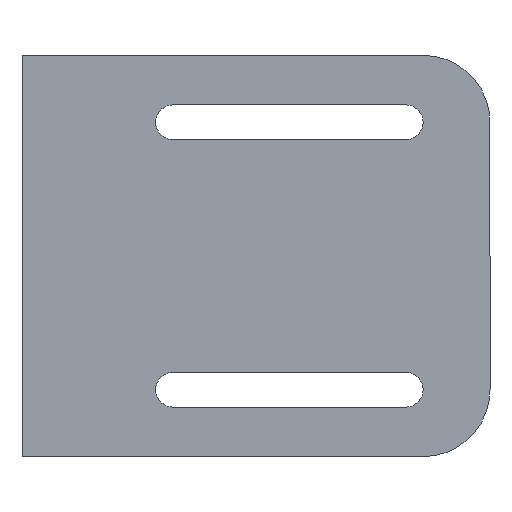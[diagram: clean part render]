
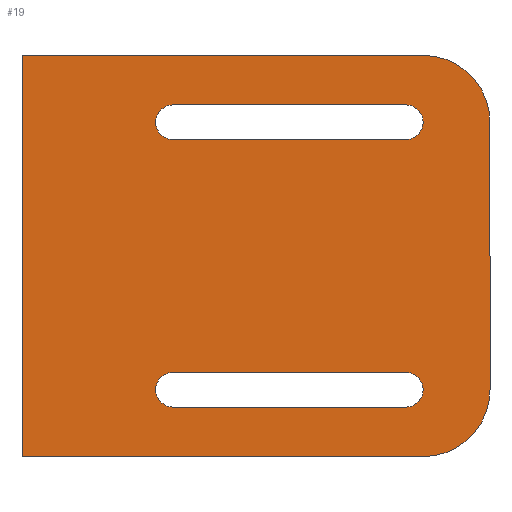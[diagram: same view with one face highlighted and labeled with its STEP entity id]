
A CAD part, front view. The second image highlights one B-rep face of the part: STEP entity #19.
In plain terms, the highlighted planar face has unit normal (0, -1, 0).
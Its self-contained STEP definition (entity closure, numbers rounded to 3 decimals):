
#19 = ADVANCED_FACE ( 'NONE', ( #833, #873, #846 ), #341, .T. ) ;
#28 = CARTESIAN_POINT ( 'NONE',  ( 16., -25.5, 30. ) ) ;
#50 = DIRECTION ( 'NONE',  ( 0., 0., 1. ) ) ;
#57 = CIRCLE ( 'NONE', #557, 10. ) ;
#61 = DIRECTION ( 'NONE',  ( -1., 0., 0. ) ) ;
#67 = CARTESIAN_POINT ( 'NONE',  ( -21.4, -25.5, 22.6 ) ) ;
#70 = VECTOR ( 'NONE', #241, 1000. ) ;
#83 = LINE ( 'NONE', #635, #263 ) ;
#88 = ORIENTED_EDGE ( 'NONE', *, *, #222, .F. ) ;
#92 = ORIENTED_EDGE ( 'NONE', *, *, #737, .T. ) ;
#99 = DIRECTION ( 'NONE',  ( 0., -1., 0. ) ) ;
#112 = CARTESIAN_POINT ( 'NONE',  ( -44., -25.5, 30. ) ) ;
#127 = VECTOR ( 'NONE', #61, 1000. ) ;
#138 = DIRECTION ( 'NONE',  ( -1., 0., 0. ) ) ;
#144 = CARTESIAN_POINT ( 'NONE',  ( -44., -25.5, -30. ) ) ;
#145 = LINE ( 'NONE', #818, #654 ) ;
#151 = VERTEX_POINT ( 'NONE', #324 ) ;
#155 = LINE ( 'NONE', #731, #254 ) ;
#173 = VERTEX_POINT ( 'NONE', #694 ) ;
#178 = CARTESIAN_POINT ( 'NONE',  ( 16., -25.5, 20. ) ) ;
#201 = EDGE_CURVE ( 'NONE', #919, #736, #1080, .T. ) ;
#209 = DIRECTION ( 'NONE',  ( 1., 0., 0. ) ) ;
#222 = EDGE_CURVE ( 'NONE', #697, #786, #996, .T. ) ;
#235 = CARTESIAN_POINT ( 'NONE',  ( 16., -25.5, -20. ) ) ;
#241 = DIRECTION ( 'NONE',  ( 1., 0., 0. ) ) ;
#244 = EDGE_CURVE ( 'NONE', #786, #919, #914, .T. ) ;
#245 = ORIENTED_EDGE ( 'NONE', *, *, #647, .T. ) ;
#254 = VECTOR ( 'NONE', #659, 1000. ) ;
#263 = VECTOR ( 'NONE', #209, 1000. ) ;
#269 = EDGE_CURVE ( 'NONE', #591, #173, #927, .T. ) ;
#291 = VERTEX_POINT ( 'NONE', #28 ) ;
#323 = DIRECTION ( 'NONE',  ( 0., -1., 0. ) ) ;
#324 = CARTESIAN_POINT ( 'NONE',  ( 13.4, -25.5, -22.6 ) ) ;
#336 = CARTESIAN_POINT ( 'NONE',  ( -21.4, -25.5, 17.4 ) ) ;
#341 = PLANE ( 'NONE',  #451 ) ;
#344 = EDGE_LOOP ( 'NONE', ( #474, #1072, #245, #92, #347, #1052 ) ) ;
#345 = EDGE_CURVE ( 'NONE', #571, #1036, #665, .T. ) ;
#347 = ORIENTED_EDGE ( 'NONE', *, *, #408, .T. ) ;
#353 = VECTOR ( 'NONE', #705, 1000. ) ;
#408 = EDGE_CURVE ( 'NONE', #291, #670, #881, .T. ) ;
#409 = DIRECTION ( 'NONE',  ( -1., 0., 0. ) ) ;
#410 = AXIS2_PLACEMENT_3D ( 'NONE', #848, #99, #952 ) ;
#415 = EDGE_LOOP ( 'NONE', ( #1040, #745, #88, #560 ) ) ;
#422 = CIRCLE ( 'NONE', #773, 10. ) ;
#424 = CARTESIAN_POINT ( 'NONE',  ( 13.4, -25.5, 22.6 ) ) ;
#429 = ORIENTED_EDGE ( 'NONE', *, *, #576, .F. ) ;
#447 = EDGE_CURVE ( 'NONE', #1036, #1041, #422, .T. ) ;
#451 = AXIS2_PLACEMENT_3D ( 'NONE', #596, #926, #754 ) ;
#459 = LINE ( 'NONE', #568, #127 ) ;
#460 = CARTESIAN_POINT ( 'NONE',  ( 26., -25.5, -20. ) ) ;
#474 = ORIENTED_EDGE ( 'NONE', *, *, #345, .T. ) ;
#477 = DIRECTION ( 'NONE',  ( 0., -1., 0. ) ) ;
#480 = AXIS2_PLACEMENT_3D ( 'NONE', #994, #728, #50 ) ;
#482 = CARTESIAN_POINT ( 'NONE',  ( -44., -25.5, -30. ) ) ;
#493 = CARTESIAN_POINT ( 'NONE',  ( -21.4, -25.5, -17.4 ) ) ;
#503 = EDGE_LOOP ( 'NONE', ( #934, #915, #1024, #429 ) ) ;
#509 = DIRECTION ( 'NONE',  ( 0., -1., 0. ) ) ;
#557 = AXIS2_PLACEMENT_3D ( 'NONE', #178, #509, #752 ) ;
#560 = ORIENTED_EDGE ( 'NONE', *, *, #1030, .F. ) ;
#568 = CARTESIAN_POINT ( 'NONE',  ( -21.4, -25.5, -17.4 ) ) ;
#571 = VERTEX_POINT ( 'NONE', #482 ) ;
#574 = LINE ( 'NONE', #112, #353 ) ;
#576 = EDGE_CURVE ( 'NONE', #173, #151, #155, .T. ) ;
#591 = VERTEX_POINT ( 'NONE', #493 ) ;
#596 = CARTESIAN_POINT ( 'NONE',  ( 0., -25.5, 0. ) ) ;
#615 = EDGE_CURVE ( 'NONE', #711, #591, #459, .T. ) ;
#635 = CARTESIAN_POINT ( 'NONE',  ( -21.4, -25.5, 17.4 ) ) ;
#643 = CARTESIAN_POINT ( 'NONE',  ( -21.4, -25.5, 20. ) ) ;
#647 = EDGE_CURVE ( 'NONE', #1041, #725, #145, .T. ) ;
#654 = VECTOR ( 'NONE', #815, 1000. ) ;
#656 = CARTESIAN_POINT ( 'NONE',  ( 13.4, -25.5, 20. ) ) ;
#659 = DIRECTION ( 'NONE',  ( 1., 0., 0. ) ) ;
#665 = LINE ( 'NONE', #144, #70 ) ;
#670 = VERTEX_POINT ( 'NONE', #1090 ) ;
#673 = CARTESIAN_POINT ( 'NONE',  ( 13.4, -25.5, -17.4 ) ) ;
#687 = CARTESIAN_POINT ( 'NONE',  ( -21.4, -25.5, 22.6 ) ) ;
#694 = CARTESIAN_POINT ( 'NONE',  ( -21.4, -25.5, -22.6 ) ) ;
#697 = VERTEX_POINT ( 'NONE', #826 ) ;
#705 = DIRECTION ( 'NONE',  ( 0., 0., -1. ) ) ;
#711 = VERTEX_POINT ( 'NONE', #673 ) ;
#715 = CARTESIAN_POINT ( 'NONE',  ( -44., -25.5, 30. ) ) ;
#725 = VERTEX_POINT ( 'NONE', #917 ) ;
#728 = DIRECTION ( 'NONE',  ( 0., -1., 0. ) ) ;
#731 = CARTESIAN_POINT ( 'NONE',  ( -21.4, -25.5, -22.6 ) ) ;
#736 = VERTEX_POINT ( 'NONE', #336 ) ;
#737 = EDGE_CURVE ( 'NONE', #725, #291, #57, .T. ) ;
#745 = ORIENTED_EDGE ( 'NONE', *, *, #244, .F. ) ;
#752 = DIRECTION ( 'NONE',  ( 0., 0., -1. ) ) ;
#754 = DIRECTION ( 'NONE',  ( 0., 0., -1. ) ) ;
#773 = AXIS2_PLACEMENT_3D ( 'NONE', #235, #794, #889 ) ;
#786 = VERTEX_POINT ( 'NONE', #424 ) ;
#794 = DIRECTION ( 'NONE',  ( 0., -1., 0. ) ) ;
#799 = DIRECTION ( 'NONE',  ( 0., 0., -1. ) ) ;
#815 = DIRECTION ( 'NONE',  ( 0., 0., 1. ) ) ;
#818 = CARTESIAN_POINT ( 'NONE',  ( 26., -25.5, 30. ) ) ;
#826 = CARTESIAN_POINT ( 'NONE',  ( 13.4, -25.5, 17.4 ) ) ;
#833 = FACE_BOUND ( 'NONE', #415, .T. ) ;
#846 = FACE_OUTER_BOUND ( 'NONE', #344, .T. ) ;
#848 = CARTESIAN_POINT ( 'NONE',  ( -21.4, -25.5, -20. ) ) ;
#873 = FACE_BOUND ( 'NONE', #503, .T. ) ;
#881 = LINE ( 'NONE', #715, #992 ) ;
#889 = DIRECTION ( 'NONE',  ( 0., 0., -1. ) ) ;
#909 = DIRECTION ( 'NONE',  ( 0., 0., -1. ) ) ;
#914 = LINE ( 'NONE', #67, #1061 ) ;
#915 = ORIENTED_EDGE ( 'NONE', *, *, #615, .F. ) ;
#917 = CARTESIAN_POINT ( 'NONE',  ( 26., -25.5, 20. ) ) ;
#919 = VERTEX_POINT ( 'NONE', #687 ) ;
#926 = DIRECTION ( 'NONE',  ( 0., -1., 0. ) ) ;
#927 = CIRCLE ( 'NONE', #410, 2.6 ) ;
#934 = ORIENTED_EDGE ( 'NONE', *, *, #269, .F. ) ;
#937 = AXIS2_PLACEMENT_3D ( 'NONE', #656, #323, #909 ) ;
#952 = DIRECTION ( 'NONE',  ( 0., 0., 1. ) ) ;
#953 = CIRCLE ( 'NONE', #480, 2.6 ) ;
#954 = CARTESIAN_POINT ( 'NONE',  ( 16., -25.5, -30. ) ) ;
#971 = EDGE_CURVE ( 'NONE', #670, #571, #574, .T. ) ;
#992 = VECTOR ( 'NONE', #138, 1000. ) ;
#994 = CARTESIAN_POINT ( 'NONE',  ( 13.4, -25.5, -20. ) ) ;
#996 = CIRCLE ( 'NONE', #937, 2.6 ) ;
#1024 = ORIENTED_EDGE ( 'NONE', *, *, #1116, .F. ) ;
#1030 = EDGE_CURVE ( 'NONE', #736, #697, #83, .T. ) ;
#1036 = VERTEX_POINT ( 'NONE', #954 ) ;
#1040 = ORIENTED_EDGE ( 'NONE', *, *, #201, .F. ) ;
#1041 = VERTEX_POINT ( 'NONE', #460 ) ;
#1042 = AXIS2_PLACEMENT_3D ( 'NONE', #643, #477, #799 ) ;
#1052 = ORIENTED_EDGE ( 'NONE', *, *, #971, .T. ) ;
#1061 = VECTOR ( 'NONE', #409, 1000. ) ;
#1072 = ORIENTED_EDGE ( 'NONE', *, *, #447, .T. ) ;
#1080 = CIRCLE ( 'NONE', #1042, 2.6 ) ;
#1090 = CARTESIAN_POINT ( 'NONE',  ( -44., -25.5, 30. ) ) ;
#1116 = EDGE_CURVE ( 'NONE', #151, #711, #953, .T. ) ;
